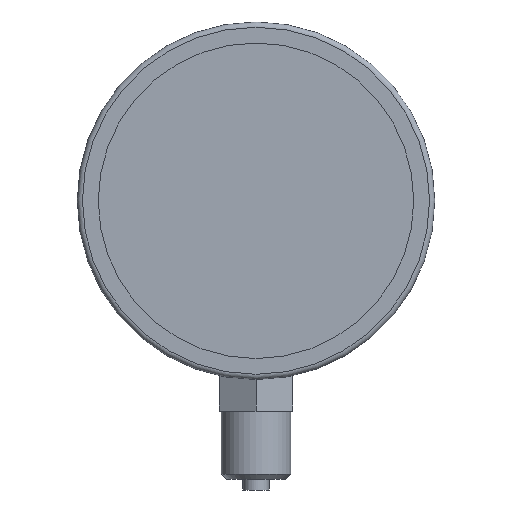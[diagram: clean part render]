
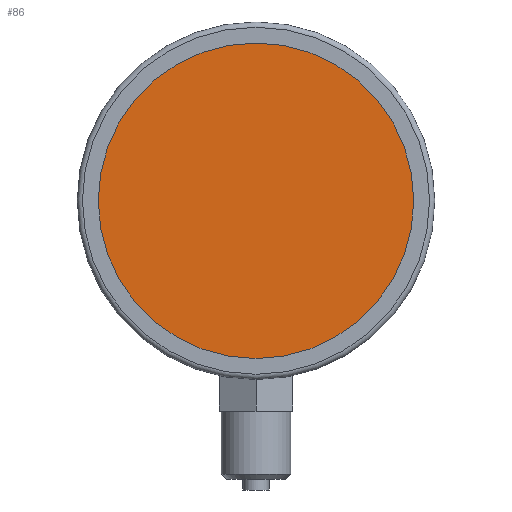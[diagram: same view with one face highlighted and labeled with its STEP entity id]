
A CAD part, front view. The second image highlights one B-rep face of the part: STEP entity #86.
In plain terms, the highlighted planar face has unit normal (0, -1, 0).
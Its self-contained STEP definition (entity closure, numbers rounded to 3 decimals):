
#86 = ADVANCED_FACE( '', ( #193 ), #194, .F. );
#193 = FACE_OUTER_BOUND( '', #323, .T. );
#194 = PLANE( '', #324 );
#323 = EDGE_LOOP( '', ( #489 ) );
#324 = AXIS2_PLACEMENT_3D( '', #490, #491, #492 );
#489 = ORIENTED_EDGE( '', *, *, #673, .T. );
#490 = CARTESIAN_POINT( '', ( 0., -28., 0. ) );
#491 = DIRECTION( '', ( 0., 1., 0. ) );
#492 = DIRECTION( '', ( 0., 0., 1. ) );
#673 = EDGE_CURVE( '', #782, #782, #783, .T. );
#782 = VERTEX_POINT( '', #1068 );
#783 = CIRCLE( '', #1069, 30. );
#1068 = CARTESIAN_POINT( '', ( 0., -28., -30. ) );
#1069 = AXIS2_PLACEMENT_3D( '', #1196, #1197, #1198 );
#1196 = CARTESIAN_POINT( '', ( 0., -28., 0. ) );
#1197 = DIRECTION( '', ( 0., -1., 0. ) );
#1198 = DIRECTION( '', ( 0., 0., -1. ) );
